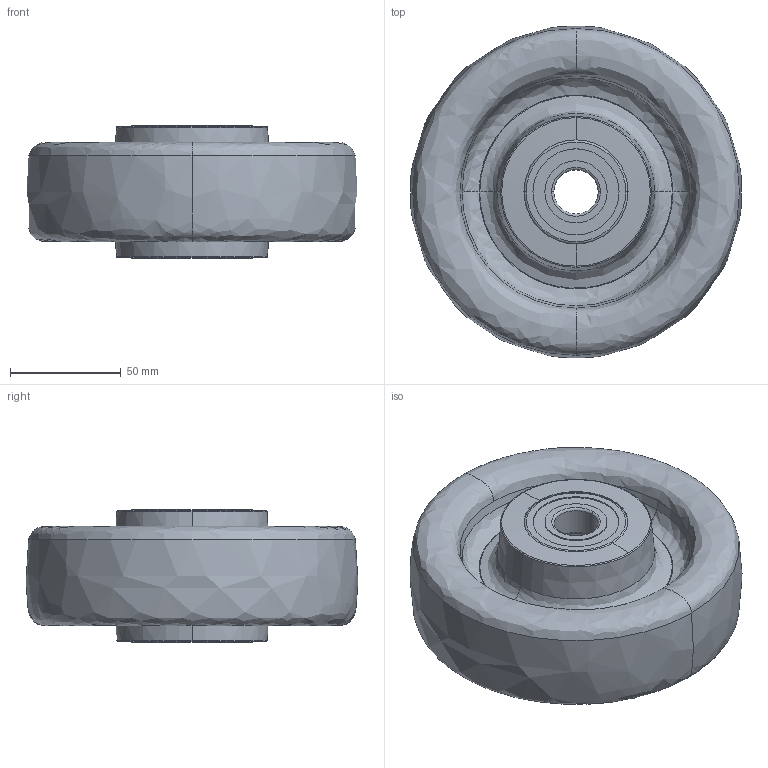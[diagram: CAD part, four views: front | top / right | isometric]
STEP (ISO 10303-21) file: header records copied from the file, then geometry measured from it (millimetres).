
FILE_DESCRIPTION (( 'STEP AP214' ), '1' );
FILE_NAME ('0015453.step', '2023-01-20T11:06:37', ( '' ), ( '' ), 'SwSTEP 2.0', 'SolidWorks 2020', '' );
FILE_SCHEMA (( 'AUTOMOTIVE_DESIGN' ));
Length unit declared in the file: millimetre
Products named in the file (1): 0015453
Bounding box: 149.43 x 149.93 x 60 mm (x, y, z)
Surface area: 79532.4 mm2 (no closed solid volume)
Topology: 0 solids, 10 shells, 70 faces, 168 edges, 110 vertices
Faces by surface type: bspline 16, cone 16, cylinder 14, plane 12, torus 12
Entity records: 4182 total; most frequent: CARTESIAN_POINT 1747, DIRECTION 392, ORIENTED_EDGE 296, AXIS2_PLACEMENT_3D 181, EDGE_CURVE 168, CIRCLE 126, VERTEX_POINT 110, EDGE_LOOP 82
